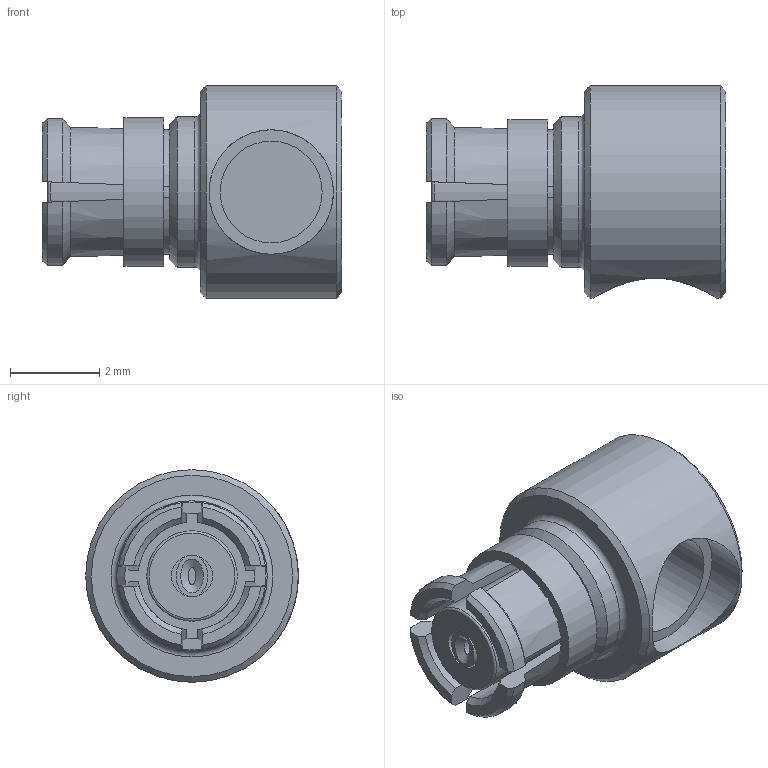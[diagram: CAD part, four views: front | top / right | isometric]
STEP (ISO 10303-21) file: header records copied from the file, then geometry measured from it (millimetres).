
FILE_DESCRIPTION (( 'STEP AP203' ), '1' );
FILE_NAME ('PE44275.step', '2019-11-25T21:56:56', ( '' ), ( '' ), 'SwSTEP 2.0', 'SolidWorks 2018', '' );
FILE_SCHEMA (( 'CONFIG_CONTROL_DESIGN' ));
Length unit declared in the file: inch
Products named in the file (1): PE44275
Bounding box: 6.73 x 4.78 x 4.78 mm (x, y, z)
Volume: 67.8 mm3; surface area: 202.4 mm2
Topology: 3 solids, 3 shells, 75 faces, 164 edges, 108 vertices
Faces by surface type: plane 29, cone 19, cylinder 18, bspline 7, torus 2
Full cylindrical faces by diameter (mm): 0.927 x1, 2.032 x1, 2.286 x1, 2.54 x1, 2.642 x1, 2.794 x1, 3.378 x1, 4.775 x1
Entity records: 2413 total; most frequent: CARTESIAN_POINT 906, ORIENTED_EDGE 280, DIRECTION 274, EDGE_CURVE 140, AXIS2_PLACEMENT_3D 125, EDGE_LOOP 110, VERTEX_POINT 104, FACE_OUTER_BOUND 92
